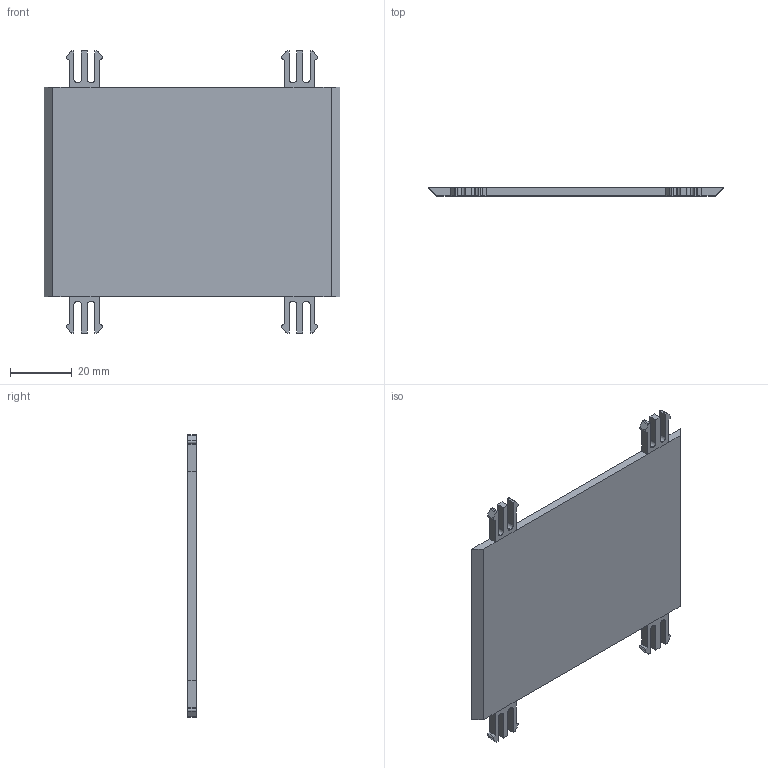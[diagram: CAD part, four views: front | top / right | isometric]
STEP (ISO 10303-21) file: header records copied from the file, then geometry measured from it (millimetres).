
FILE_DESCRIPTION(/* description */ (''),/* implementation_level */ '2;1');
FILE_NAME(/* name */ '02_Wall_no_Logo.stp',/* time_stamp */ '2025-08-13T14:26:20+02:00',/* author */ (''),/* organization */ (''),/* preprocessor_version */ 'ST-DEVELOPER v20',/* originating_system */ 'SIEMENS PLM Software NX2412.1700',/* authorisation */ '');
FILE_SCHEMA (('AUTOMOTIVE_DESIGN { 1 0 10303 214 3 1 1 1 }'));
Length unit declared in the file: millimetre
Products named in the file (2): clipperV13; 02_Wall_no_Logo
Assembly tree (4 placements, depth 2):
  02_Wall_no_Logo
    clipperV13  x4
Bounding box: 96 x 2.67 x 91.7 mm (x, y, z)
Volume: 18425.9 mm3; surface area: 16370.1 mm2
Topology: 5 solids, 5 shells, 208 faces, 594 edges, 396 vertices
Faces by surface type: plane 144, cylinder 64
Entity records: 4358 total; most frequent: CARTESIAN_POINT 765, ORIENTED_EDGE 756, DIRECTION 728, EDGE_CURVE 378, LINE 298, VECTOR 298, VERTEX_POINT 252, AXIS2_PLACEMENT_3D 215
